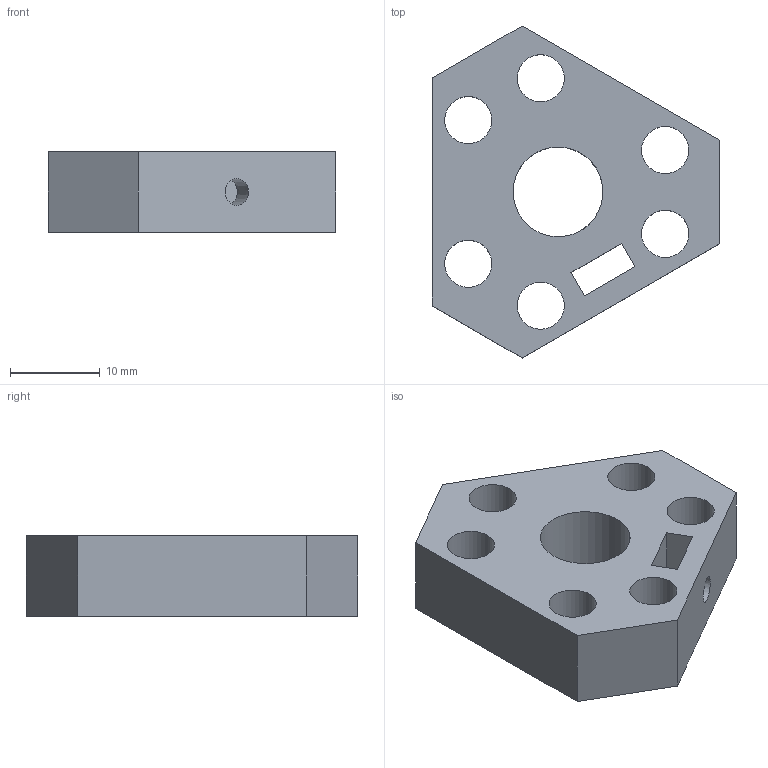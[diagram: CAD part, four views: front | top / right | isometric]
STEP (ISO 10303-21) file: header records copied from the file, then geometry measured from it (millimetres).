
FILE_DESCRIPTION(/* description */ (''),/* implementation_level */ '2;1');
FILE_NAME(/* name */ 'stylus-holder v1.step',/* time_stamp */ '2021-12-24T14:05:28-05:00',/* author */ (''),/* organization */ (''),/* preprocessor_version */ 'ST-DEVELOPER v18.1',/* originating_system */ 'Autodesk Translation Framework v10.10.0.1391',/* authorisation */ '');
FILE_SCHEMA (('AUTOMOTIVE_DESIGN { 1 0 10303 214 3 1 1 }'));
Length unit declared in the file: millimetre
Products named in the file (1): stylus-holder
Bounding box: 32 x 36.95 x 9 mm (x, y, z)
Volume: 5513.7 mm3; surface area: 3606.2 mm2
Topology: 1 solids, 1 shells, 28 faces, 81 edges, 54 vertices
Faces by surface type: plane 16, cylinder 9, cone 3
Full cylindrical faces by diameter (mm): 5.25 x6
Entity records: 1016 total; most frequent: CARTESIAN_POINT 177, DIRECTION 165, ORIENTED_EDGE 162, EDGE_CURVE 81, AXIS2_PLACEMENT_3D 56, VERTEX_POINT 54, LINE 53, VECTOR 53
